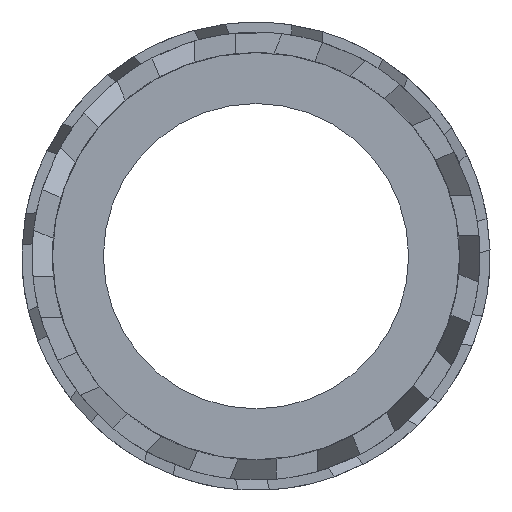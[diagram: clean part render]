
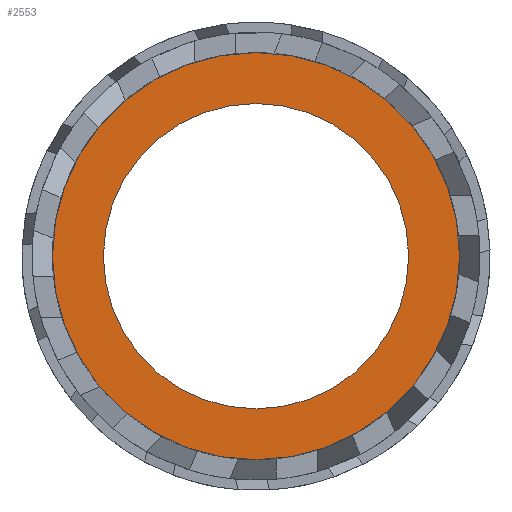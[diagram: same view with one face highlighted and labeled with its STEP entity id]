
A CAD part, front view. The second image highlights one B-rep face of the part: STEP entity #2553.
In plain terms, the highlighted planar face has unit normal (0, -1, 0).
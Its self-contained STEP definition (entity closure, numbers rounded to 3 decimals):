
#31=FACE_BOUND('',#688,.T.);
#382=PLANE('',#2972);
#526=FACE_OUTER_BOUND('',#687,.T.);
#687=EDGE_LOOP('',(#2291,#2292));
#688=EDGE_LOOP('',(#2293,#2294));
#818=CIRCLE('',#2970,2.);
#819=CIRCLE('',#2971,2.);
#820=CIRCLE('',#2973,1.5);
#821=CIRCLE('',#2974,1.5);
#1202=VERTEX_POINT('',#4685);
#1203=VERTEX_POINT('',#4686);
#1204=VERTEX_POINT('',#4692);
#1205=VERTEX_POINT('',#4693);
#1584=EDGE_CURVE('',#1202,#1203,#818,.T.);
#1585=EDGE_CURVE('',#1203,#1202,#819,.T.);
#1588=EDGE_CURVE('',#1204,#1205,#820,.T.);
#1589=EDGE_CURVE('',#1205,#1204,#821,.T.);
#2291=ORIENTED_EDGE('',*,*,#1584,.T.);
#2292=ORIENTED_EDGE('',*,*,#1585,.T.);
#2293=ORIENTED_EDGE('',*,*,#1588,.F.);
#2294=ORIENTED_EDGE('',*,*,#1589,.F.);
#2553=ADVANCED_FACE('',(#526,#31),#382,.T.);
#2970=AXIS2_PLACEMENT_3D('',#4687,#3893,#3894);
#2971=AXIS2_PLACEMENT_3D('',#4688,#3895,#3896);
#2972=AXIS2_PLACEMENT_3D('',#4691,#3899,#3900);
#2973=AXIS2_PLACEMENT_3D('',#4694,#3901,#3902);
#2974=AXIS2_PLACEMENT_3D('',#4695,#3903,#3904);
#3893=DIRECTION('center_axis',(0.,-1.,0.));
#3894=DIRECTION('ref_axis',(1.,0.,0.));
#3895=DIRECTION('center_axis',(0.,-1.,0.));
#3896=DIRECTION('ref_axis',(1.,0.,0.));
#3899=DIRECTION('center_axis',(0.,-1.,0.));
#3900=DIRECTION('ref_axis',(0.,0.,-1.));
#3901=DIRECTION('center_axis',(0.,-1.,0.));
#3902=DIRECTION('ref_axis',(1.,0.,0.));
#3903=DIRECTION('center_axis',(0.,-1.,0.));
#3904=DIRECTION('ref_axis',(1.,0.,0.));
#4685=CARTESIAN_POINT('',(2.,0.,0.));
#4686=CARTESIAN_POINT('',(-2.,0.,0.));
#4687=CARTESIAN_POINT('Origin',(0.,0.,
0.));
#4688=CARTESIAN_POINT('Origin',(0.,0.,
0.));
#4691=CARTESIAN_POINT('Origin',(1.5,0.,0.));
#4692=CARTESIAN_POINT('',(1.5,0.,0.));
#4693=CARTESIAN_POINT('',(-1.5,0.,0.));
#4694=CARTESIAN_POINT('Origin',(0.,0.,
0.));
#4695=CARTESIAN_POINT('Origin',(0.,0.,
0.));
